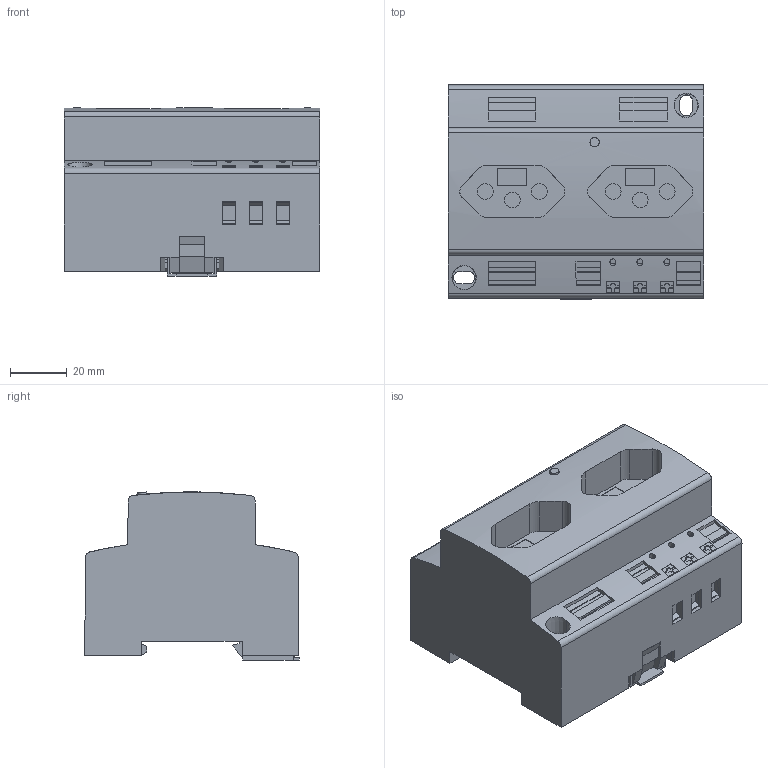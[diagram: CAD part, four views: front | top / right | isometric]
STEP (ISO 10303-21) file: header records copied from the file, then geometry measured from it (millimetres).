
FILE_DESCRIPTION(('Creo Elements/Direct Modeling STEP Export'),'2;1');
FILE_NAME('model.stp','2020-10-02T 0:18:32',(''),(''),'Creo Elements/Direct Modeling STEP processor for AP214 (Solid Model)','Creo Elements/Direct Modeling 20.1A 29-Sep-2018 (C) Parametric Technology GmbH','');
FILE_SCHEMA(('AUTOMOTIVE_DESIGN { 1 0 10303 214 1 1 1 1 }'));
Length unit declared in the file: millimetre
Products named in the file (2): 0804151_EO_N_PT_LED_DUO_GN-select
Assembly tree (1 placements, depth 2):
  0804151_EO_N_PT_LED_DUO_GN-select
    0804151_EO_N_PT_LED_DUO_GN-select
Bounding box: 90 x 75.48 x 59.15 mm (x, y, z)
Volume: 297513.8 mm3; surface area: 36735.2 mm2
Topology: 1 solids, 1 shells, 306 faces, 825 edges, 546 vertices
Faces by surface type: plane 240, cylinder 39, extrusion 23, cone 4
Entity records: 14985 total; most frequent: CARTESIAN_POINT 5843, ORIENTED_EDGE 1650, DIRECTION 1325, EDGE_CURVE 825, VECTOR 649, LINE 625, VERTEX_POINT 546, AXIS2_PLACEMENT_3D 338
